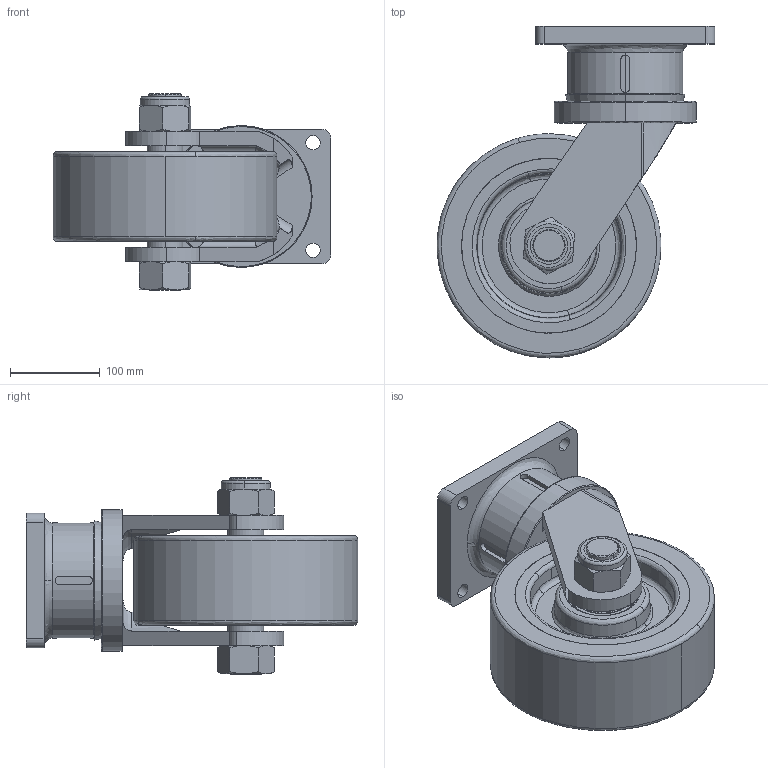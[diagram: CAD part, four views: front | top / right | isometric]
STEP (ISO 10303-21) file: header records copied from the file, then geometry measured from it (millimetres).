
FILE_DESCRIPTION (( 'STEP AP203' ), '1' );
FILE_NAME ('S1093.STEP', '2020-02-25T05:31:52', ( '' ), ( '' ), 'SwSTEP 2.0', 'SolidWorks 2013', '' );
FILE_SCHEMA (( 'CONFIG_CONTROL_DESIGN' ));
Length unit declared in the file: millimetre
Products named in the file (1): S1093
Bounding box: 309.81 x 370 x 219 mm (x, y, z)
Surface area: 534435.9 mm2 (no closed solid volume)
Topology: 0 solids, 21 shells, 253 faces, 702 edges, 481 vertices
Faces by surface type: plane 79, cylinder 77, cone 49, bspline 46, torus 2
Entity records: 16466 total; most frequent: CARTESIAN_POINT 10360, ORIENTED_EDGE 1274, DIRECTION 1131, EDGE_CURVE 703, VERTEX_POINT 481, AXIS2_PLACEMENT_3D 457, EDGE_LOOP 303, ADVANCED_FACE 253
